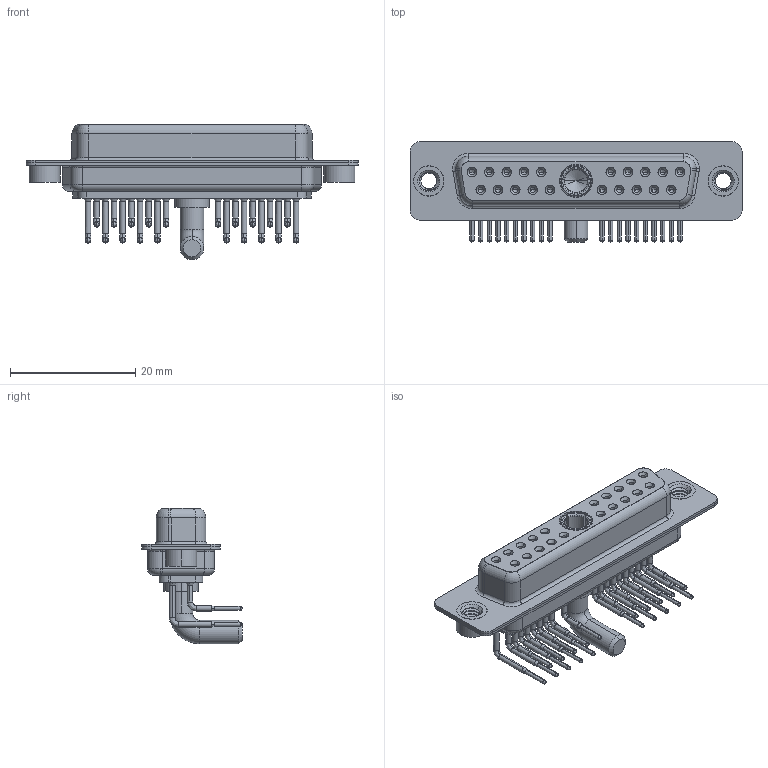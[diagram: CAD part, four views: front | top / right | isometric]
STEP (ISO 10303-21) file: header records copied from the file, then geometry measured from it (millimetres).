
FILE_DESCRIPTION (( 'STEP AP203' ), '1' );
FILE_NAME ('630-21W1240-4NA.STEP', '2022-06-02T19:11:15', ( '' ), ( '' ), 'SwSTEP 2.0', 'SolidWorks 2020', '' );
FILE_SCHEMA (( 'CONFIG_CONTROL_DESIGN' ));
Length unit declared in the file: millimetre
Products named in the file (8): Power Socket_40A RA; 630Combo Contact Row 1; 630Combo Contact Row 2; 630Combo Housing_21W1; 630Combo Shell Front_25 Contacts; 630Combo Threaded Rivet_A; 630-21W1240-4NA; 630Combo Shell Rear_25 Contacts
Assembly tree (26 placements, depth 2):
  630-21W1240-4NA
    630Combo Housing_21W1
    630Combo Shell Front_25 Contacts
    630Combo Shell Rear_25 Contacts
    630Combo Threaded Rivet_A  x2
    Power Socket_40A RA
    630Combo Contact Row 1  x10
    630Combo Contact Row 2  x10
Bounding box: 53.05 x 16 x 21.68 mm (x, y, z)
Volume: 4092.5 mm3; surface area: 9397.6 mm2
Topology: 27 solids, 27 shells, 1411 faces, 3577 edges, 2252 vertices
Faces by surface type: cylinder 620, plane 396, cone 245, bspline 87, torus 63
Entity records: 22563 total; most frequent: CARTESIAN_POINT 5307, DIRECTION 3626, ORIENTED_EDGE 3130, EDGE_CURVE 1565, AXIS2_PLACEMENT_3D 1510, VERTEX_POINT 998, CIRCLE 832, EDGE_LOOP 795
